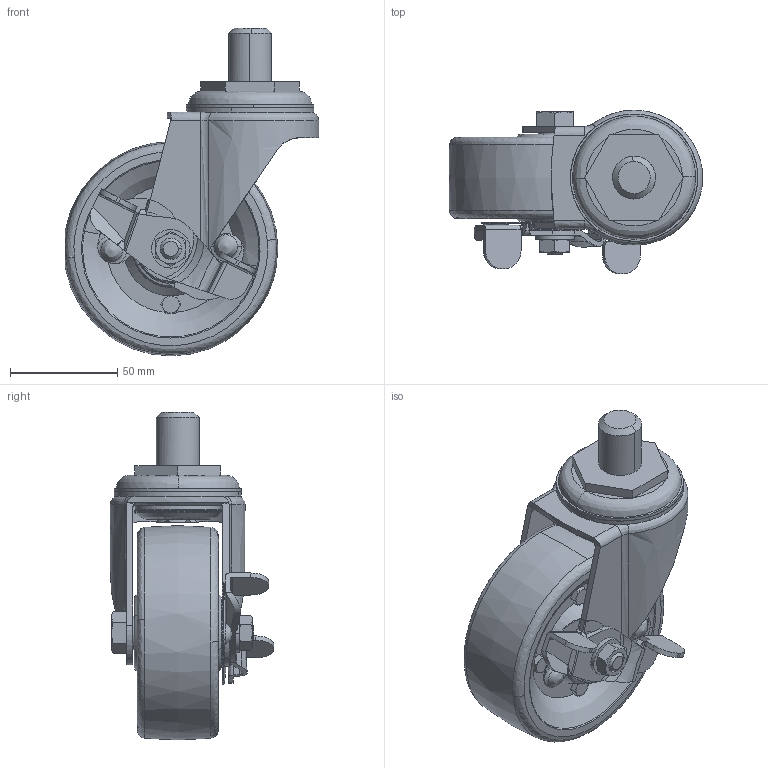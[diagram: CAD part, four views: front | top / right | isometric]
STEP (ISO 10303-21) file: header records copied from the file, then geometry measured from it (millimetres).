
FILE_DESCRIPTION((''),'2;1');
FILE_NAME('','2009-03-19T14:54:12',(''),(''),'','CADfix','');
FILE_SCHEMA(('AUTOMOTIVE_DESIGN { 1 0 10303 214 1 1 1 1 }'));
Length unit declared in the file: millimetre
Bounding box: 118.21 x 76.25 x 153 mm (x, y, z)
Volume: 334466.7 mm3; surface area: 75718.7 mm2
Topology: 6 solids, 6 shells, 447 faces, 1320 edges, 906 vertices
Faces by surface type: bspline 447
Entity records: 22254 total; most frequent: CARTESIAN_POINT 14950, ORIENTED_EDGE 2640, EDGE_CURVE 1320, VERTEX_POINT 906, EDGE_LOOP 480, QUASI_UNIFORM_CURVE 465, FACE_OUTER_BOUND 447, ADVANCED_FACE 447
